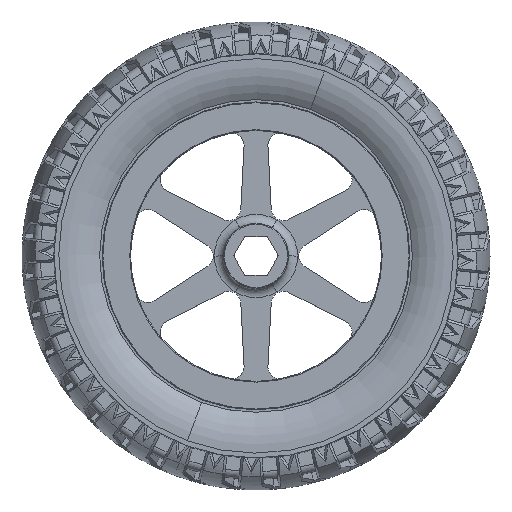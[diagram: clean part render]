
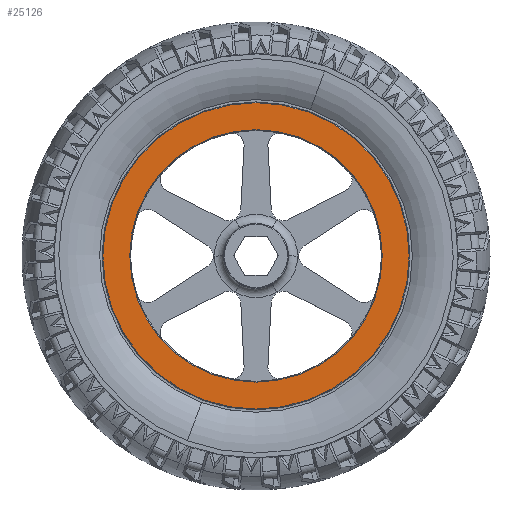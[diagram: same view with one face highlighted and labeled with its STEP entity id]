
A CAD part, top view. The second image highlights one B-rep face of the part: STEP entity #25126.
In plain terms, the highlighted planar face has unit normal (0, 0, 1).
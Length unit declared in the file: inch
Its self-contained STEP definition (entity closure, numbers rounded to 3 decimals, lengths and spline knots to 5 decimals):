
#735 = CARTESIAN_POINT ( 'NONE',  ( 1.64, 0., 0.61171 ) ) ;
#2054 = CARTESIAN_POINT ( 'NONE',  ( -1.99, 0., 0.61171 ) ) ;
#2394 = CARTESIAN_POINT ( 'NONE',  ( 0., 0., 0.61171 ) ) ;
#5156 = VERTEX_POINT ( 'NONE', #92886 ) ;
#7065 = FACE_OUTER_BOUND ( 'NONE', #78962, .T. ) ;
#12972 = CIRCLE ( 'NONE', #91111, 1.64 ) ;
#20216 = EDGE_CURVE ( 'NONE', #78523, #105847, #24414, .T. ) ;
#21283 = CIRCLE ( 'NONE', #45985, 1.99 ) ;
#23855 = AXIS2_PLACEMENT_3D ( 'NONE', #2394, #101368, #68734 ) ;
#24414 = CIRCLE ( 'NONE', #23855, 1.99 ) ;
#25126 = ADVANCED_FACE ( 'NONE', ( #7065, #107349 ), #53836, .F. ) ;
#25573 = EDGE_CURVE ( 'NONE', #29883, #5156, #56461, .T. ) ;
#28011 = DIRECTION ( 'NONE',  ( -1., 0., 0. ) ) ;
#29883 = VERTEX_POINT ( 'NONE', #735 ) ;
#32802 = ORIENTED_EDGE ( 'NONE', *, *, #34786, .T. ) ;
#34786 = EDGE_CURVE ( 'NONE', #105847, #78523, #21283, .T. ) ;
#42152 = AXIS2_PLACEMENT_3D ( 'NONE', #45132, #87317, #95720 ) ;
#45132 = CARTESIAN_POINT ( 'NONE',  ( 0., 0., 0.61171 ) ) ;
#45338 = EDGE_CURVE ( 'NONE', #5156, #29883, #12972, .T. ) ;
#45985 = AXIS2_PLACEMENT_3D ( 'NONE', #85515, #101880, #28011 ) ;
#48930 = DIRECTION ( 'NONE',  ( 0., 0., -1. ) ) ;
#49430 = CARTESIAN_POINT ( 'NONE',  ( 1.99, 0., 0.61171 ) ) ;
#50688 = DIRECTION ( 'NONE',  ( 0., 0., -1. ) ) ;
#53836 = PLANE ( 'NONE',  #42152 ) ;
#55854 = DIRECTION ( 'NONE',  ( -1., 0., 0. ) ) ;
#56461 = CIRCLE ( 'NONE', #97964, 1.64 ) ;
#67123 = CARTESIAN_POINT ( 'NONE',  ( 0., 0., 0.61171 ) ) ;
#68734 = DIRECTION ( 'NONE',  ( -1., 0., 0. ) ) ;
#72383 = ORIENTED_EDGE ( 'NONE', *, *, #45338, .T. ) ;
#72665 = CARTESIAN_POINT ( 'NONE',  ( 0., 0., 0.61171 ) ) ;
#76385 = ORIENTED_EDGE ( 'NONE', *, *, #25573, .T. ) ;
#78523 = VERTEX_POINT ( 'NONE', #49430 ) ;
#78962 = EDGE_LOOP ( 'NONE', ( #32802, #101458 ) ) ;
#85515 = CARTESIAN_POINT ( 'NONE',  ( 0., 0., 0.61171 ) ) ;
#87317 = DIRECTION ( 'NONE',  ( 0., 0., -1. ) ) ;
#91111 = AXIS2_PLACEMENT_3D ( 'NONE', #67123, #50688, #99831 ) ;
#92886 = CARTESIAN_POINT ( 'NONE',  ( -1.64, 0., 0.61171 ) ) ;
#95720 = DIRECTION ( 'NONE',  ( -1., 0., 0. ) ) ;
#97964 = AXIS2_PLACEMENT_3D ( 'NONE', #72665, #48930, #55854 ) ;
#99009 = EDGE_LOOP ( 'NONE', ( #76385, #72383 ) ) ;
#99831 = DIRECTION ( 'NONE',  ( -1., 0., 0. ) ) ;
#101368 = DIRECTION ( 'NONE',  ( 0., 0., 1. ) ) ;
#101458 = ORIENTED_EDGE ( 'NONE', *, *, #20216, .T. ) ;
#101880 = DIRECTION ( 'NONE',  ( 0., 0., 1. ) ) ;
#105847 = VERTEX_POINT ( 'NONE', #2054 ) ;
#107349 = FACE_BOUND ( 'NONE', #99009, .T. ) ;
